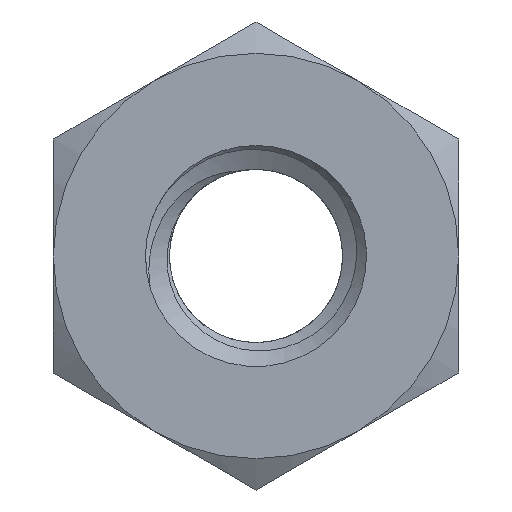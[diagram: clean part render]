
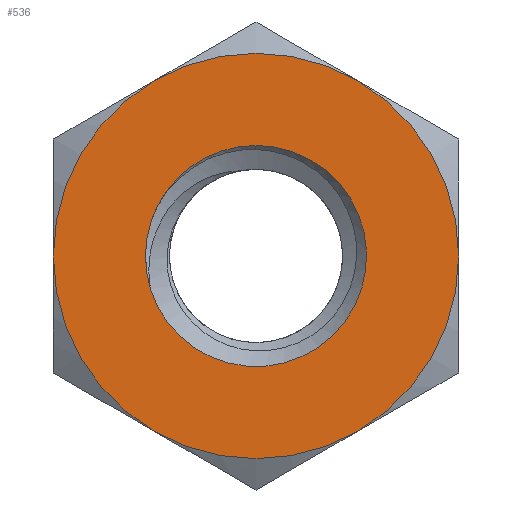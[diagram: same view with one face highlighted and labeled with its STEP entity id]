
A CAD part, front view. The second image highlights one B-rep face of the part: STEP entity #536.
In plain terms, the highlighted planar face has unit normal (0, -1, 0).
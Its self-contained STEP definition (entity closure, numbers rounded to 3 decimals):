
#18=FACE_BOUND('',#175,.T.);
#26=PLANE('',#604);
#68=CIRCLE('',#572,1.5);
#73=CIRCLE('',#583,1.5);
#74=CIRCLE('',#585,1.5);
#76=CIRCLE('',#589,2.75);
#83=CIRCLE('',#605,2.75);
#84=CIRCLE('',#606,2.75);
#85=CIRCLE('',#607,2.75);
#86=CIRCLE('',#608,2.75);
#87=CIRCLE('',#609,2.75);
#140=FACE_OUTER_BOUND('',#174,.T.);
#174=EDGE_LOOP('',(#447,#448,#449,#450,#451,#452));
#175=EDGE_LOOP('',(#453,#454,#455));
#240=VERTEX_POINT('',#929);
#241=VERTEX_POINT('',#976);
#253=VERTEX_POINT('',#2529);
#256=VERTEX_POINT('',#2922);
#257=VERTEX_POINT('',#2923);
#268=VERTEX_POINT('',#2957);
#271=VERTEX_POINT('',#2974);
#276=VERTEX_POINT('',#3009);
#279=VERTEX_POINT('',#3026);
#286=EDGE_CURVE('',#241,#240,#68,.T.);
#307=EDGE_CURVE('',#241,#253,#73,.T.);
#308=EDGE_CURVE('',#253,#240,#74,.T.);
#313=EDGE_CURVE('',#256,#257,#76,.T.);
#350=EDGE_CURVE('',#257,#271,#83,.T.);
#351=EDGE_CURVE('',#271,#268,#84,.T.);
#352=EDGE_CURVE('',#268,#279,#85,.T.);
#353=EDGE_CURVE('',#279,#276,#86,.T.);
#354=EDGE_CURVE('',#256,#276,#87,.T.);
#447=ORIENTED_EDGE('',*,*,#313,.T.);
#448=ORIENTED_EDGE('',*,*,#350,.T.);
#449=ORIENTED_EDGE('',*,*,#351,.T.);
#450=ORIENTED_EDGE('',*,*,#352,.T.);
#451=ORIENTED_EDGE('',*,*,#353,.T.);
#452=ORIENTED_EDGE('',*,*,#354,.F.);
#453=ORIENTED_EDGE('',*,*,#307,.F.);
#454=ORIENTED_EDGE('',*,*,#286,.T.);
#455=ORIENTED_EDGE('',*,*,#308,.F.);
#536=ADVANCED_FACE('',(#140,#18),#26,.F.);
#572=AXIS2_PLACEMENT_3D('',#977,#629,#630);
#583=AXIS2_PLACEMENT_3D('',#2767,#655,#656);
#585=AXIS2_PLACEMENT_3D('',#2769,#659,#660);
#589=AXIS2_PLACEMENT_3D('',#2924,#667,#668);
#604=AXIS2_PLACEMENT_3D('',#3039,#703,#704);
#605=AXIS2_PLACEMENT_3D('',#3040,#705,#706);
#606=AXIS2_PLACEMENT_3D('',#3041,#707,#708);
#607=AXIS2_PLACEMENT_3D('',#3042,#709,#710);
#608=AXIS2_PLACEMENT_3D('',#3043,#711,#712);
#609=AXIS2_PLACEMENT_3D('',#3044,#713,#714);
#629=DIRECTION('center_axis',(0.,1.,0.));
#630=DIRECTION('ref_axis',(0.,0.,1.));
#655=DIRECTION('center_axis',(0.,-1.,0.));
#656=DIRECTION('ref_axis',(0.,0.,-1.));
#659=DIRECTION('center_axis',(0.,-1.,0.));
#660=DIRECTION('ref_axis',(0.,0.,-1.));
#667=DIRECTION('center_axis',(0.,-1.,0.));
#668=DIRECTION('ref_axis',(0.,0.,1.));
#703=DIRECTION('center_axis',(0.,1.,0.));
#704=DIRECTION('ref_axis',(0.,0.,1.));
#705=DIRECTION('center_axis',(0.,-1.,0.));
#706=DIRECTION('ref_axis',(0.,0.,1.));
#707=DIRECTION('center_axis',(0.,-1.,0.));
#708=DIRECTION('ref_axis',(0.,0.,1.));
#709=DIRECTION('center_axis',(0.,-1.,0.));
#710=DIRECTION('ref_axis',(0.,0.,1.));
#711=DIRECTION('center_axis',(0.,-1.,0.));
#712=DIRECTION('ref_axis',(0.,0.,1.));
#713=DIRECTION('center_axis',(0.,1.,0.));
#714=DIRECTION('ref_axis',(0.,0.,1.));
#929=CARTESIAN_POINT('',(-1.34,-1.2,0.675));
#976=CARTESIAN_POINT('',(-1.431,-1.2,-0.45));
#977=CARTESIAN_POINT('Origin',(0.,-1.2,0.));
#2529=CARTESIAN_POINT('',(0.,-1.2,1.5));
#2767=CARTESIAN_POINT('Origin',(0.,-1.2,0.));
#2769=CARTESIAN_POINT('Origin',(0.,-1.2,0.));
#2922=CARTESIAN_POINT('',(1.375,-1.2,2.382));
#2923=CARTESIAN_POINT('',(-1.375,-1.2,2.382));
#2924=CARTESIAN_POINT('Origin',(0.,-1.2,0.));
#2957=CARTESIAN_POINT('',(-1.375,-1.2,-2.382));
#2974=CARTESIAN_POINT('',(-2.75,-1.2,0.));
#3009=CARTESIAN_POINT('',(2.75,-1.2,0.));
#3026=CARTESIAN_POINT('',(1.375,-1.2,-2.382));
#3039=CARTESIAN_POINT('Origin',(-2.75,-1.2,-1.588));
#3040=CARTESIAN_POINT('Origin',(0.,-1.2,0.));
#3041=CARTESIAN_POINT('Origin',(0.,-1.2,0.));
#3042=CARTESIAN_POINT('Origin',(0.,-1.2,0.));
#3043=CARTESIAN_POINT('Origin',(0.,-1.2,0.));
#3044=CARTESIAN_POINT('Origin',(0.,-1.2,0.));
